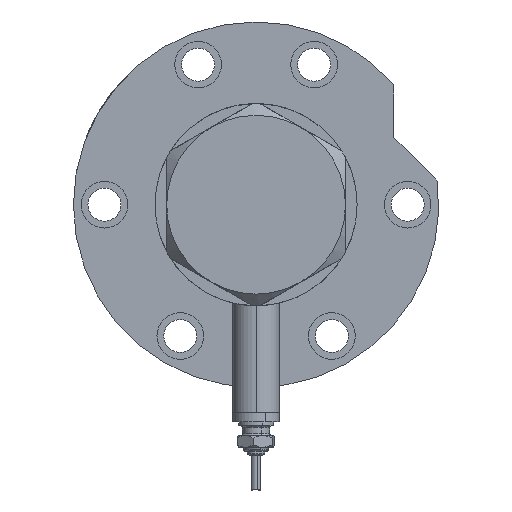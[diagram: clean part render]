
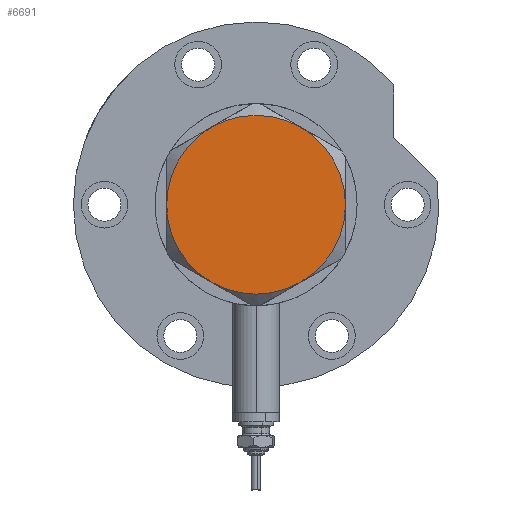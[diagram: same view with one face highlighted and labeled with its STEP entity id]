
A CAD part, left-side view. The second image highlights one B-rep face of the part: STEP entity #6691.
In plain terms, the highlighted face is planar.
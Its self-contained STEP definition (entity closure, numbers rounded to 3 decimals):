
#204 = DIRECTION ( 'NONE',  ( 0., 0., 1. ) ) ;
#305 = FACE_OUTER_BOUND ( 'NONE', #2845, .T. ) ;
#345 = AXIS2_PLACEMENT_3D ( 'NONE', #4091, #5817, #3482 ) ;
#351 = AXIS2_PLACEMENT_3D ( 'NONE', #6123, #4872, #3745 ) ;
#488 = CARTESIAN_POINT ( 'NONE',  ( -23., 0., 9. ) ) ;
#533 = VERTEX_POINT ( 'NONE', #6081 ) ;
#557 = EDGE_CURVE ( 'NONE', #5848, #5717, #7665, .T. ) ;
#919 = DIRECTION ( 'NONE',  ( 0., 0., 1. ) ) ;
#1119 = EDGE_CURVE ( 'NONE', #533, #6180, #7169, .T. ) ;
#1322 = EDGE_CURVE ( 'NONE', #3338, #5848, #3809, .T. ) ;
#1365 = CARTESIAN_POINT ( 'NONE',  ( 0., 0., 9. ) ) ;
#1614 = ORIENTED_EDGE ( 'NONE', *, *, #7260, .T. ) ;
#1636 = EDGE_CURVE ( 'NONE', #4713, #533, #5350, .T. ) ;
#1637 = AXIS2_PLACEMENT_3D ( 'NONE', #3775, #204, #6800 ) ;
#1939 = ORIENTED_EDGE ( 'NONE', *, *, #1119, .T. ) ;
#2215 = AXIS2_PLACEMENT_3D ( 'NONE', #1365, #6955, #3886 ) ;
#2845 = EDGE_LOOP ( 'NONE', ( #4605, #6581, #1939, #1614, #7651, #7662 ) ) ;
#2866 = PLANE ( 'NONE',  #4809 ) ;
#3240 = DIRECTION ( 'NONE',  ( 0., 0., 1. ) ) ;
#3338 = VERTEX_POINT ( 'NONE', #488 ) ;
#3429 = CARTESIAN_POINT ( 'NONE',  ( -11.5, -19.919, 9. ) ) ;
#3482 = DIRECTION ( 'NONE',  ( 1., 0., 0. ) ) ;
#3522 = AXIS2_PLACEMENT_3D ( 'NONE', #7044, #919, #7679 ) ;
#3577 = CARTESIAN_POINT ( 'NONE',  ( 23., 0., 9. ) ) ;
#3633 = CIRCLE ( 'NONE', #2215, 23. ) ;
#3745 = DIRECTION ( 'NONE',  ( 1., 0., 0. ) ) ;
#3775 = CARTESIAN_POINT ( 'NONE',  ( 0., 0., 9. ) ) ;
#3809 = CIRCLE ( 'NONE', #345, 23. ) ;
#3882 = DIRECTION ( 'NONE',  ( 1., 0., 0. ) ) ;
#3886 = DIRECTION ( 'NONE',  ( 1., 0., 0. ) ) ;
#4079 = CARTESIAN_POINT ( 'NONE',  ( 0., 0., 9. ) ) ;
#4091 = CARTESIAN_POINT ( 'NONE',  ( 0., 0., 9. ) ) ;
#4326 = CARTESIAN_POINT ( 'NONE',  ( 11.5, -19.919, 9. ) ) ;
#4489 = CARTESIAN_POINT ( 'NONE',  ( 0., 0., 9. ) ) ;
#4605 = ORIENTED_EDGE ( 'NONE', *, *, #5318, .T. ) ;
#4713 = VERTEX_POINT ( 'NONE', #3577 ) ;
#4809 = AXIS2_PLACEMENT_3D ( 'NONE', #4079, #5280, #5921 ) ;
#4872 = DIRECTION ( 'NONE',  ( 0., 0., 1. ) ) ;
#5280 = DIRECTION ( 'NONE',  ( 0., 0., 1. ) ) ;
#5318 = EDGE_CURVE ( 'NONE', #5717, #4713, #3633, .T. ) ;
#5350 = CIRCLE ( 'NONE', #5865, 23. ) ;
#5717 = VERTEX_POINT ( 'NONE', #4326 ) ;
#5817 = DIRECTION ( 'NONE',  ( 0., 0., 1. ) ) ;
#5848 = VERTEX_POINT ( 'NONE', #3429 ) ;
#5865 = AXIS2_PLACEMENT_3D ( 'NONE', #4489, #3240, #3882 ) ;
#5921 = DIRECTION ( 'NONE',  ( 1., 0., 0. ) ) ;
#6081 = CARTESIAN_POINT ( 'NONE',  ( 11.5, 19.919, 9. ) ) ;
#6123 = CARTESIAN_POINT ( 'NONE',  ( 0., 0., 9. ) ) ;
#6180 = VERTEX_POINT ( 'NONE', #7606 ) ;
#6581 = ORIENTED_EDGE ( 'NONE', *, *, #1636, .T. ) ;
#6691 = ADVANCED_FACE ( 'NONE', ( #305 ), #2866, .T. ) ;
#6800 = DIRECTION ( 'NONE',  ( 1., 0., 0. ) ) ;
#6955 = DIRECTION ( 'NONE',  ( 0., 0., 1. ) ) ;
#7001 = CIRCLE ( 'NONE', #3522, 23. ) ;
#7044 = CARTESIAN_POINT ( 'NONE',  ( 0., 0., 9. ) ) ;
#7169 = CIRCLE ( 'NONE', #1637, 23. ) ;
#7260 = EDGE_CURVE ( 'NONE', #6180, #3338, #7001, .T. ) ;
#7606 = CARTESIAN_POINT ( 'NONE',  ( -11.5, 19.919, 9. ) ) ;
#7651 = ORIENTED_EDGE ( 'NONE', *, *, #1322, .T. ) ;
#7662 = ORIENTED_EDGE ( 'NONE', *, *, #557, .T. ) ;
#7665 = CIRCLE ( 'NONE', #351, 23. ) ;
#7679 = DIRECTION ( 'NONE',  ( 1., 0., 0. ) ) ;
